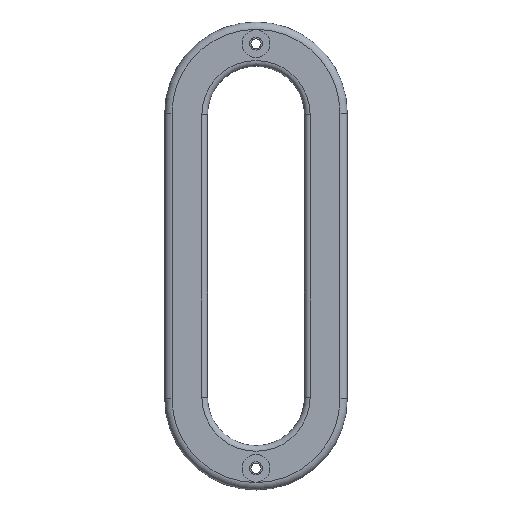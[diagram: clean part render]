
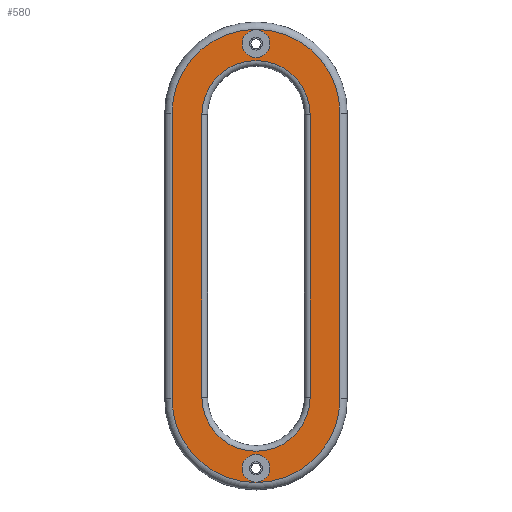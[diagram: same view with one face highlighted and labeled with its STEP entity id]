
A CAD part, top view. The second image highlights one B-rep face of the part: STEP entity #580.
In plain terms, the highlighted planar face has unit normal (0, 0, 1).
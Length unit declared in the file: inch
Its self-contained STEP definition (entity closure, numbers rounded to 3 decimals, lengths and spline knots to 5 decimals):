
#24=CARTESIAN_POINT('',(4.109,1.626,0.25));
#25=VERTEX_POINT('',#24);
#26=CARTESIAN_POINT('',(4.109,1.7785,0.25));
#27=DIRECTION('',(0.,0.,-1.));
#28=DIRECTION('',(0.,1.,0.));
#29=AXIS2_PLACEMENT_3D('',#26,#27,#28);
#30=CIRCLE('',#29,0.1525);
#31=EDGE_CURVE('',#25,#25,#30,.T.);
#77=CARTESIAN_POINT('',(4.109,-2.719,0.25));
#78=VERTEX_POINT('',#77);
#79=CARTESIAN_POINT('',(4.109,-2.8715,0.25));
#80=DIRECTION('',(0.,0.,-1.));
#81=DIRECTION('',(0.,-1.,0.));
#82=AXIS2_PLACEMENT_3D('',#79,#80,#81);
#83=CIRCLE('',#82,0.1525);
#84=EDGE_CURVE('',#78,#78,#83,.T.);
#358=CARTESIAN_POINT('',(3.516,-2.093,0.25));
#359=VERTEX_POINT('',#358);
#367=CARTESIAN_POINT('',(4.702,-2.093,0.25));
#368=VERTEX_POINT('',#367);
#369=CARTESIAN_POINT('',(4.109,-2.093,0.25));
#370=DIRECTION('',(0.,0.,1.));
#371=DIRECTION('',(0.,-1.,0.));
#372=AXIS2_PLACEMENT_3D('',#369,#370,#371);
#373=CIRCLE('',#372,0.593);
#374=EDGE_CURVE('',#359,#368,#373,.T.);
#400=CARTESIAN_POINT('',(4.702,1.,0.25));
#401=VERTEX_POINT('',#400);
#418=CARTESIAN_POINT('',(4.702,-0.5465,0.25));
#419=DIRECTION('',(0.,1.,0.));
#420=VECTOR('',#419,1.);
#421=LINE('',#418,#420);
#422=EDGE_CURVE('',#368,#401,#421,.T.);
#432=CARTESIAN_POINT('',(3.516,1.,0.25));
#433=VERTEX_POINT('',#432);
#451=CARTESIAN_POINT('',(4.109,1.,0.25));
#452=DIRECTION('',(0.,0.,1.));
#453=DIRECTION('',(0.,1.,0.));
#454=AXIS2_PLACEMENT_3D('',#451,#452,#453);
#455=CIRCLE('',#454,0.593);
#456=EDGE_CURVE('',#401,#433,#455,.T.);
#467=CARTESIAN_POINT('',(3.516,-0.5465,0.25));
#468=DIRECTION('',(0.,-1.,0.));
#469=VECTOR('',#468,1.);
#470=LINE('',#467,#469);
#471=EDGE_CURVE('',#433,#359,#470,.T.);
#527=CARTESIAN_POINT('',(5.029,-2.109,0.25));
#528=VERTEX_POINT('',#527);
#529=CARTESIAN_POINT('',(3.189,-2.109,0.25));
#530=VERTEX_POINT('',#529);
#531=CARTESIAN_POINT('',(4.109,-2.109,0.25));
#532=DIRECTION('',(0.,0.,-1.));
#533=DIRECTION('',(0.,-1.,0.));
#534=AXIS2_PLACEMENT_3D('',#531,#532,#533);
#535=CIRCLE('',#534,0.92);
#536=EDGE_CURVE('',#528,#530,#535,.T.);
#537=ORIENTED_EDGE('',*,*,#536,.F.);
#538=CARTESIAN_POINT('',(5.029,1.016,0.25));
#539=VERTEX_POINT('',#538);
#540=CARTESIAN_POINT('',(5.029,-0.5465,0.25));
#541=DIRECTION('',(0.,-1.,0.));
#542=VECTOR('',#541,1.);
#543=LINE('',#540,#542);
#544=EDGE_CURVE('',#539,#528,#543,.T.);
#545=ORIENTED_EDGE('',*,*,#544,.F.);
#546=CARTESIAN_POINT('',(3.189,1.016,0.25));
#547=VERTEX_POINT('',#546);
#548=CARTESIAN_POINT('',(4.109,1.016,0.25));
#549=DIRECTION('',(0.,0.,-1.));
#550=DIRECTION('',(0.,1.,0.));
#551=AXIS2_PLACEMENT_3D('',#548,#549,#550);
#552=CIRCLE('',#551,0.92);
#553=EDGE_CURVE('',#547,#539,#552,.T.);
#554=ORIENTED_EDGE('',*,*,#553,.F.);
#555=CARTESIAN_POINT('',(3.189,-0.5465,0.25));
#556=DIRECTION('',(0.,1.,0.));
#557=VECTOR('',#556,1.);
#558=LINE('',#555,#557);
#559=EDGE_CURVE('',#530,#547,#558,.T.);
#560=ORIENTED_EDGE('',*,*,#559,.F.);
#561=EDGE_LOOP('',(#537,#545,#554,#560));
#562=FACE_OUTER_BOUND('',#561,.T.);
#563=ORIENTED_EDGE('',*,*,#31,.T.);
#564=EDGE_LOOP('',(#563));
#565=FACE_BOUND('',#564,.T.);
#566=ORIENTED_EDGE('',*,*,#84,.T.);
#567=EDGE_LOOP('',(#566));
#568=FACE_BOUND('',#567,.T.);
#569=ORIENTED_EDGE('',*,*,#374,.F.);
#570=ORIENTED_EDGE('',*,*,#471,.F.);
#571=ORIENTED_EDGE('',*,*,#456,.F.);
#572=ORIENTED_EDGE('',*,*,#422,.F.);
#573=EDGE_LOOP('',(#569,#570,#571,#572));
#574=FACE_BOUND('',#573,.T.);
#575=CARTESIAN_POINT('',(4.64,-0.5465,0.25));
#576=DIRECTION('',(0.,0.,-1.));
#577=DIRECTION('',(0.,1.,0.));
#578=AXIS2_PLACEMENT_3D('',#575,#576,#577);
#579=PLANE('',#578);
#580=ADVANCED_FACE('',(#562,#565,#568,#574),#579,.F.);
